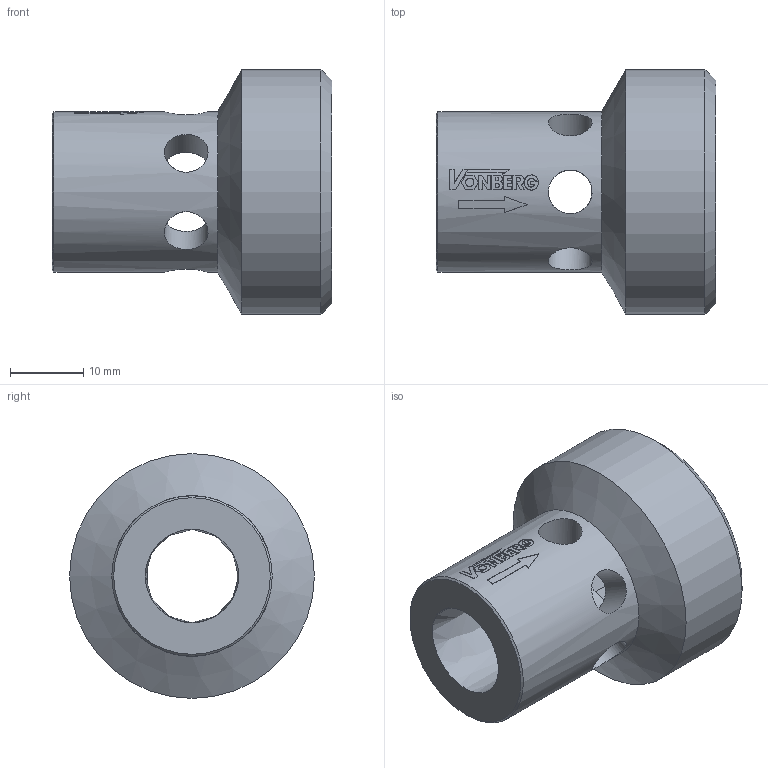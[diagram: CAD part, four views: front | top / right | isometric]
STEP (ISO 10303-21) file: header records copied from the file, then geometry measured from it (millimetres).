
FILE_DESCRIPTION((''),'2;1');
FILE_NAME('8616.stp','2015-02-17T16:34:38',('jml'),(''),'Autodesk Inventor 2010','Autodesk Inventor 2010','');
FILE_SCHEMA(('AUTOMOTIVE_DESIGN { 1 0 10303 214 1 1 1 1 }'));
Length unit declared in the file: inch
Products named in the file (1): 221096
Bounding box: 38.1 x 33.34 x 33.34 mm (x, y, z)
Volume: 15261.9 mm3; surface area: 6040.3 mm2
Topology: 1 solids, 1 shells, 125 faces, 327 edges, 217 vertices
Faces by surface type: plane 64, bspline 31, cylinder 21, cone 9
Full cylindrical faces by diameter (mm): 5.944 x6, 21.844 x1, 33.338 x1
Entity records: 9374 total; most frequent: CARTESIAN_POINT 6512, ORIENTED_EDGE 622, DIRECTION 416, EDGE_CURVE 311, VERTEX_POINT 214, EDGE_LOOP 165, VECTOR 148, LINE 148
